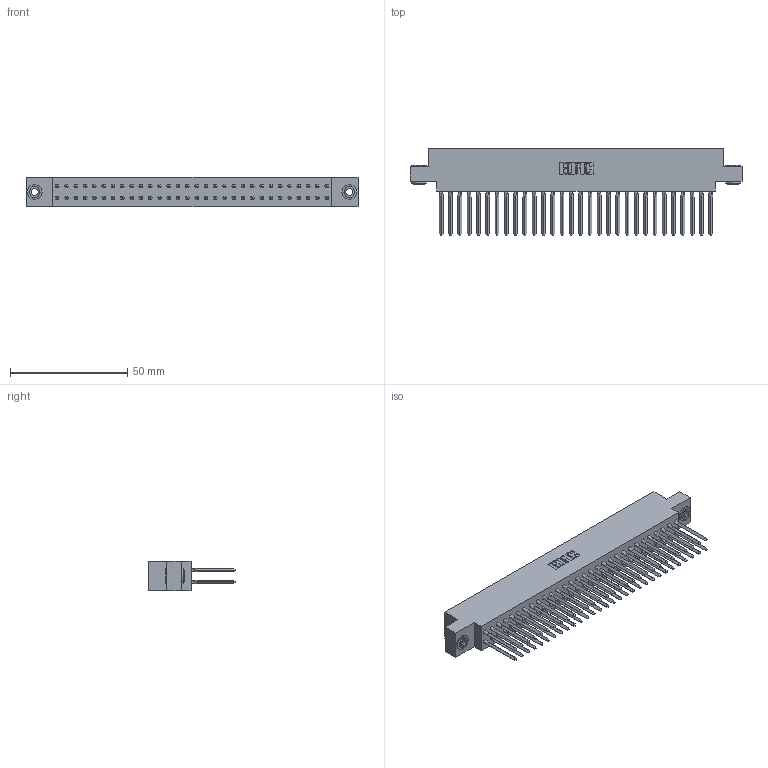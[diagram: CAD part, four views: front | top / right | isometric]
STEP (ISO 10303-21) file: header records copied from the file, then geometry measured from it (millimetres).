
FILE_DESCRIPTION (( 'STEP AP203' ), '1' );
FILE_NAME ('317-060-542-803.STEP', '2020-02-28T05:05:32', ( '' ), ( '' ), 'SwSTEP 2.0', 'SolidWorks 2016', '' );
FILE_SCHEMA (( 'CONFIG_CONTROL_DESIGN' ));
Length unit declared in the file: inch
Products named in the file (4): 345-250-002_345-250-002-102; 317-060-542-803; 317 Part_.156 Dia - TH; 317-290-003_542
Assembly tree (63 placements, depth 2):
  317-060-542-803
    317 Part_.156 Dia - TH
    317-290-003_542  x60
    345-250-002_345-250-002-102  x2
Bounding box: 141.58 x 37.34 x 12.7 mm (x, y, z)
Volume: 22823.4 mm3; surface area: 31569.2 mm2
Topology: 63 solids, 63 shells, 3560 faces, 9951 edges, 6350 vertices
Faces by surface type: plane 2828, cylinder 484, bspline 240, cone 8
Entity records: 44706 total; most frequent: CARTESIAN_POINT 8016, ORIENTED_EDGE 7672, DIRECTION 6514, EDGE_CURVE 3836, VECTOR 3642, LINE 3642, VERTEX_POINT 2550, AXIS2_PLACEMENT_3D 1436
